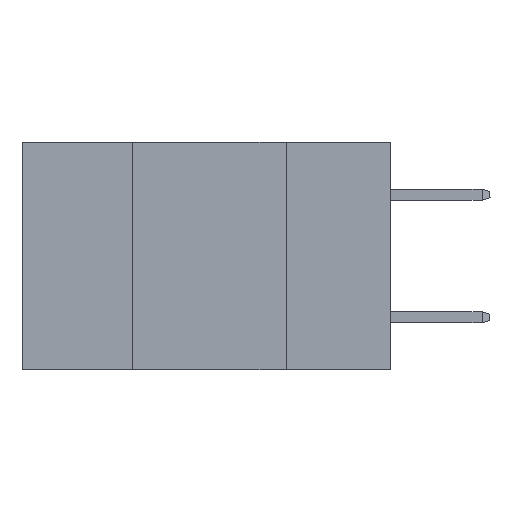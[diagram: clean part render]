
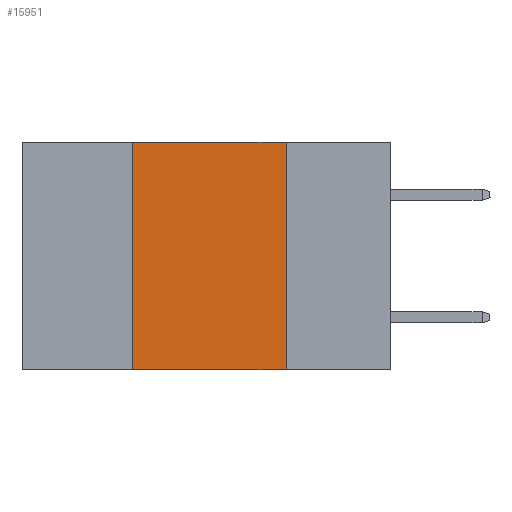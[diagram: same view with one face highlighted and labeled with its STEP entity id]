
A CAD part, left-side view. The second image highlights one B-rep face of the part: STEP entity #15951.
In plain terms, the highlighted planar face has unit normal (-1, 0, 0).
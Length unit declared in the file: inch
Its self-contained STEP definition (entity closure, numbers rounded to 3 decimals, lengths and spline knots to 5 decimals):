
#411 = DIRECTION ( 'NONE',  ( 1., 0., 0. ) ) ;
#2202 = CARTESIAN_POINT ( 'NONE',  ( 0., 0.42, -0.37 ) ) ;
#3071 = VERTEX_POINT ( 'NONE', #18989 ) ;
#3313 = VECTOR ( 'NONE', #5214, 39.37008 ) ;
#4008 = CARTESIAN_POINT ( 'NONE',  ( 0., 0.6, 0. ) ) ;
#4283 = AXIS2_PLACEMENT_3D ( 'NONE', #4008, #411, #7654 ) ;
#4894 = VECTOR ( 'NONE', #15330, 39.37008 ) ;
#5214 = DIRECTION ( 'NONE',  ( 0., 0., -1. ) ) ;
#6023 = LINE ( 'NONE', #18600, #4894 ) ;
#7635 = CARTESIAN_POINT ( 'NONE',  ( 0., 0.42, 0. ) ) ;
#7654 = DIRECTION ( 'NONE',  ( 0., 0., -1. ) ) ;
#7877 = LINE ( 'NONE', #16029, #3313 ) ;
#8127 = VECTOR ( 'NONE', #16204, 39.37008 ) ;
#9052 = EDGE_CURVE ( 'NONE', #22368, #3071, #7877, .T. ) ;
#9411 = DIRECTION ( 'NONE',  ( 0., 0., 1. ) ) ;
#9929 = ORIENTED_EDGE ( 'NONE', *, *, #9052, .F. ) ;
#9974 = VERTEX_POINT ( 'NONE', #7635 ) ;
#10745 = VERTEX_POINT ( 'NONE', #2202 ) ;
#10944 = VECTOR ( 'NONE', #9411, 39.37008 ) ;
#11515 = LINE ( 'NONE', #11806, #10944 ) ;
#11806 = CARTESIAN_POINT ( 'NONE',  ( 0., 0.42, 0. ) ) ;
#11977 = ORIENTED_EDGE ( 'NONE', *, *, #17679, .T. ) ;
#12219 = EDGE_CURVE ( 'NONE', #9974, #22368, #6023, .T. ) ;
#12369 = ORIENTED_EDGE ( 'NONE', *, *, #12219, .F. ) ;
#13472 = LINE ( 'NONE', #23393, #8127 ) ;
#15330 = DIRECTION ( 'NONE',  ( 0., -1., 0. ) ) ;
#15805 = EDGE_CURVE ( 'NONE', #10745, #9974, #11515, .T. ) ;
#15951 = ADVANCED_FACE ( 'NONE', ( #23373 ), #22309, .F. ) ;
#16029 = CARTESIAN_POINT ( 'NONE',  ( 0., 0.17, 0. ) ) ;
#16204 = DIRECTION ( 'NONE',  ( 0., -1., 0. ) ) ;
#17400 = CARTESIAN_POINT ( 'NONE',  ( 0., 0.17, 0. ) ) ;
#17679 = EDGE_CURVE ( 'NONE', #10745, #3071, #13472, .T. ) ;
#18439 = ORIENTED_EDGE ( 'NONE', *, *, #15805, .F. ) ;
#18600 = CARTESIAN_POINT ( 'NONE',  ( 0., 0.6, 0. ) ) ;
#18989 = CARTESIAN_POINT ( 'NONE',  ( 0., 0.17, -0.37 ) ) ;
#21223 = EDGE_LOOP ( 'NONE', ( #9929, #12369, #18439, #11977 ) ) ;
#22309 = PLANE ( 'NONE',  #4283 ) ;
#22368 = VERTEX_POINT ( 'NONE', #17400 ) ;
#23373 = FACE_OUTER_BOUND ( 'NONE', #21223, .T. ) ;
#23393 = CARTESIAN_POINT ( 'NONE',  ( 0., 0.6, -0.37 ) ) ;
